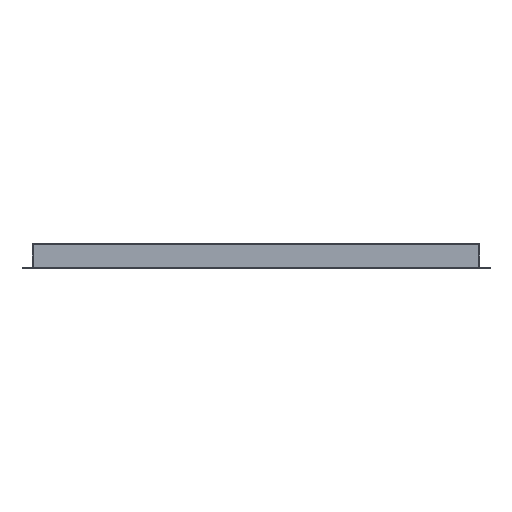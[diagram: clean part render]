
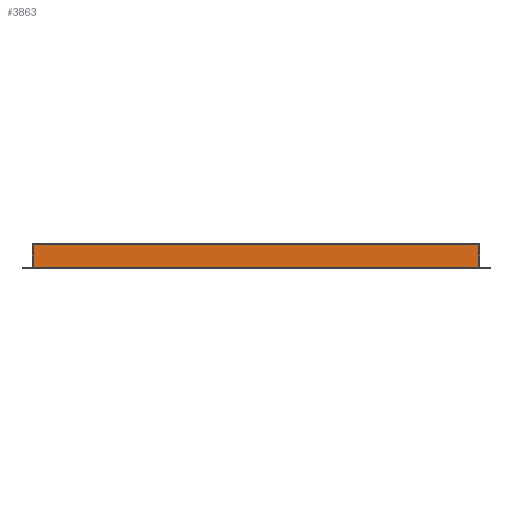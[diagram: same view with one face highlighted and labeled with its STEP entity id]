
A CAD part, left-side view. The second image highlights one B-rep face of the part: STEP entity #3863.
In plain terms, the highlighted planar face has unit normal (-1, 0, 0).
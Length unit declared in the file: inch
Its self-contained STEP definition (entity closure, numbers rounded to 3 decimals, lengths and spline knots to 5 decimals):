
#43 = EDGE_CURVE ( 'NONE', #5702, #9172, #7252, .T. ) ;
#826 = ORIENTED_EDGE ( 'NONE', *, *, #3231, .T. ) ;
#1047 = ORIENTED_EDGE ( 'NONE', *, *, #2372, .F. ) ;
#1094 = CARTESIAN_POINT ( 'NONE',  ( -14.25, 0.541, 0.05 ) ) ;
#1364 = CARTESIAN_POINT ( 'NONE',  ( -14.25, 0.541, 1.225 ) ) ;
#2264 = AXIS2_PLACEMENT_3D ( 'NONE', #1364, #10112, #5348 ) ;
#2372 = EDGE_CURVE ( 'NONE', #6694, #9172, #3536, .T. ) ;
#2909 = ORIENTED_EDGE ( 'NONE', *, *, #43, .T. ) ;
#3024 = LINE ( 'NONE', #1094, #4867 ) ;
#3231 = EDGE_CURVE ( 'NONE', #6626, #5702, #3024, .T. ) ;
#3264 = VECTOR ( 'NONE', #9111, 39.37008 ) ;
#3407 = ORIENTED_EDGE ( 'NONE', *, *, #5166, .T. ) ;
#3536 = LINE ( 'NONE', #3777, #9614 ) ;
#3777 = CARTESIAN_POINT ( 'NONE',  ( -14.25, 0.541, 1.225 ) ) ;
#3863 = ADVANCED_FACE ( 'NONE', ( #8715 ), #6917, .F. ) ;
#4571 = CARTESIAN_POINT ( 'NONE',  ( -14.25, -22.0215, 1.225 ) ) ;
#4588 = DIRECTION ( 'NONE',  ( 0., -1., 0. ) ) ;
#4867 = VECTOR ( 'NONE', #8281, 39.37008 ) ;
#5166 = EDGE_CURVE ( 'NONE', #6694, #6626, #5368, .T. ) ;
#5348 = DIRECTION ( 'NONE',  ( 0., 0., -1. ) ) ;
#5368 = LINE ( 'NONE', #9876, #3264 ) ;
#5702 = VERTEX_POINT ( 'NONE', #7453 ) ;
#6626 = VERTEX_POINT ( 'NONE', #8322 ) ;
#6694 = VERTEX_POINT ( 'NONE', #8396 ) ;
#6917 = PLANE ( 'NONE',  #2264 ) ;
#6993 = VECTOR ( 'NONE', #7902, 39.37008 ) ;
#7252 = LINE ( 'NONE', #4571, #6993 ) ;
#7381 = EDGE_LOOP ( 'NONE', ( #826, #2909, #1047, #3407 ) ) ;
#7453 = CARTESIAN_POINT ( 'NONE',  ( -14.25, -22.0215, 0.05 ) ) ;
#7902 = DIRECTION ( 'NONE',  ( 0., 0., 1. ) ) ;
#8281 = DIRECTION ( 'NONE',  ( 0., -1., 0. ) ) ;
#8322 = CARTESIAN_POINT ( 'NONE',  ( -14.25, 0.041, 0.05 ) ) ;
#8396 = CARTESIAN_POINT ( 'NONE',  ( -14.25, 0.041, 1.225 ) ) ;
#8715 = FACE_OUTER_BOUND ( 'NONE', #7381, .T. ) ;
#9012 = CARTESIAN_POINT ( 'NONE',  ( -14.25, -22.0215, 1.225 ) ) ;
#9111 = DIRECTION ( 'NONE',  ( 0., 0., -1. ) ) ;
#9172 = VERTEX_POINT ( 'NONE', #9012 ) ;
#9614 = VECTOR ( 'NONE', #4588, 39.37008 ) ;
#9876 = CARTESIAN_POINT ( 'NONE',  ( -14.25, 0.041, 1.225 ) ) ;
#10112 = DIRECTION ( 'NONE',  ( 1., 0., 0. ) ) ;
